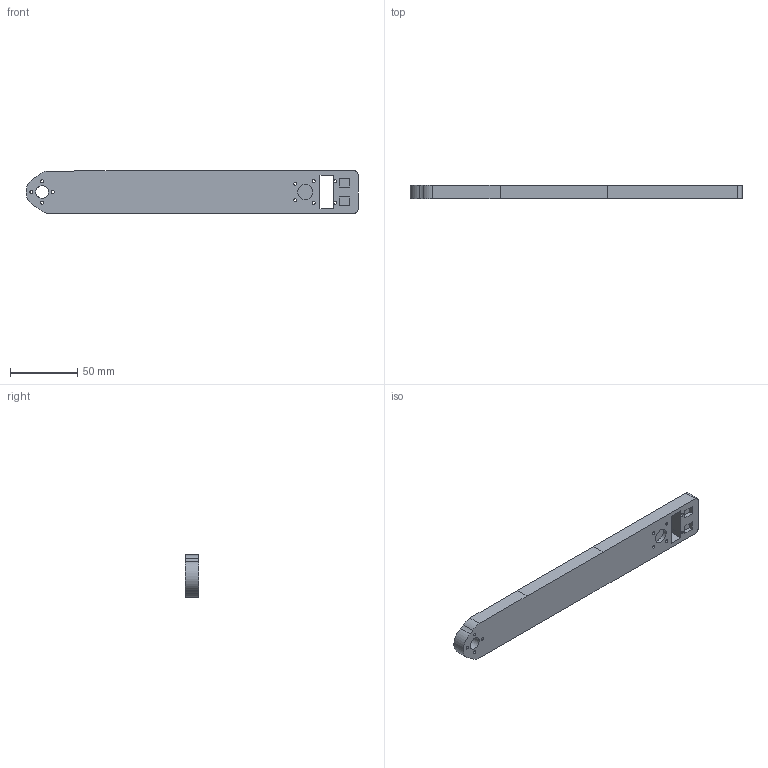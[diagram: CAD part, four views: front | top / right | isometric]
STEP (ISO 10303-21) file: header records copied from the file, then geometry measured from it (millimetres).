
FILE_DESCRIPTION(/* description */ (''),/* implementation_level */ '2;1');
FILE_NAME(/* name */ 'bracket_2_v2 .step',/* time_stamp */ '2016-06-10T19:05:23-07:00',/* author */ (''),/* organization */ (''),/* preprocessor_version */ 'ST-DEVELOPER v16.5',/* originating_system */ 'Autodesk Translation Framework v5.0.0.3310',/* authorisation */ '');
FILE_SCHEMA (('AUTOMOTIVE_DESIGN { 1 0 10303 214 3 1 1 }'));
Length unit declared in the file: centimetre
Products named in the file (2): bracket_2_v2 v2; bracket_1v2 v8
Assembly tree (1 placements, depth 2):
  bracket_2_v2 v2
    bracket_1v2 v8
Bounding box: 247.02 x 10 x 31.76 mm (x, y, z)
Volume: 72342.7 mm3; surface area: 21972.1 mm2
Topology: 1 solids, 1 shells, 42 faces, 114 edges, 77 vertices
Faces by surface type: plane 23, cylinder 19
Full cylindrical faces by diameter (mm): 2.3 x10, 9.4 x1, 11.2 x1
Entity records: 1344 total; most frequent: DIRECTION 227, CARTESIAN_POINT 218, ORIENTED_EDGE 198, EDGE_CURVE 99, AXIS2_PLACEMENT_3D 83, EDGE_LOOP 81, VERTEX_POINT 74, LINE 61
